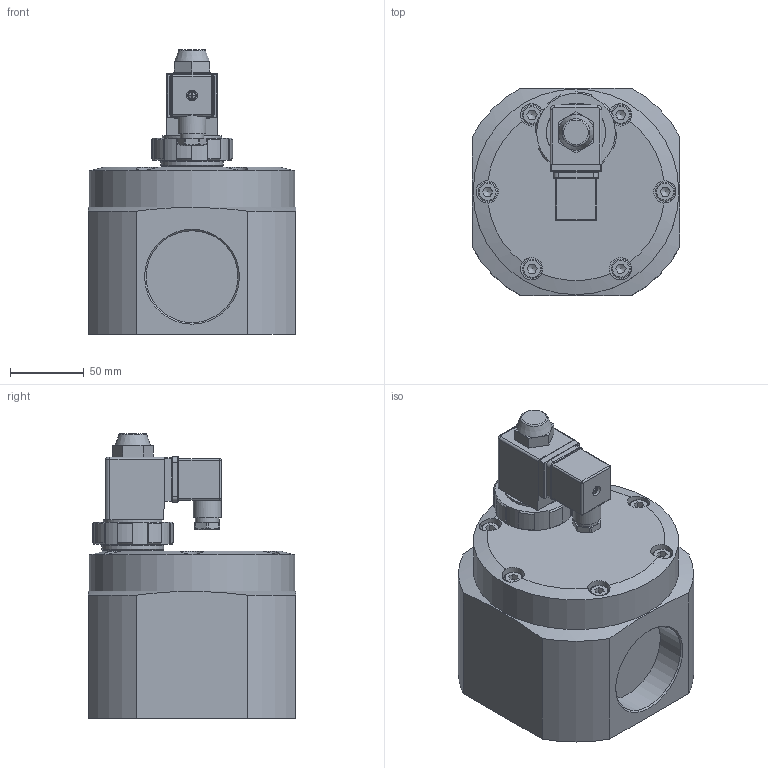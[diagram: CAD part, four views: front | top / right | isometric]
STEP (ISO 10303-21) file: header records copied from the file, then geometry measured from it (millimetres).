
FILE_DESCRIPTION(/* description */ (''),/* implementation_level */ '2;1');
FILE_NAME(/* name */ 'Typ 160 DN50 PP (91600123).stp',/* time_stamp */ '2018-07-30T12:16:44+02:00',/* author */ ('scanivar'),/* organization */ (''),/* preprocessor_version */ 'ST-DEVELOPER v15.2',/* originating_system */ 'Autodesk Inventor 2014',/* authorisation */ '');
FILE_SCHEMA (('AUTOMOTIVE_DESIGN { 1 0 10303 214 3 1 1 }'));
Length unit declared in the file: centimetre
Products named in the file (1): BG-91600123
Bounding box: 140 x 140 x 192.5 mm (x, y, z)
Volume: 1954314.8 mm3; surface area: 122208.8 mm2
Topology: 1 solids, 1 shells, 316 faces, 768 edges, 472 vertices
Faces by surface type: plane 147, cylinder 85, cone 55, torus 22, sphere 5, bspline 2
Full cylindrical faces by diameter (mm): 6.8 x2, 7.2 x1, 9.6 x1, 11.2 x2, 13 x6, 15 x6, 16 x1, 18.9 x1, 33.5 x1, 34.5 x1, 40 x1, 42 x1, 62.1 x2, 139 x1
Entity records: 9051 total; most frequent: CARTESIAN_POINT 1815, DIRECTION 1476, ORIENTED_EDGE 1322, EDGE_CURVE 661, AXIS2_PLACEMENT_3D 578, VERTEX_POINT 437, EDGE_LOOP 406, LINE 320
